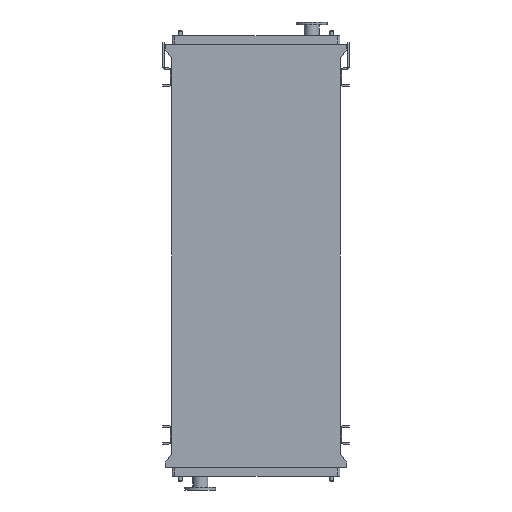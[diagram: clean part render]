
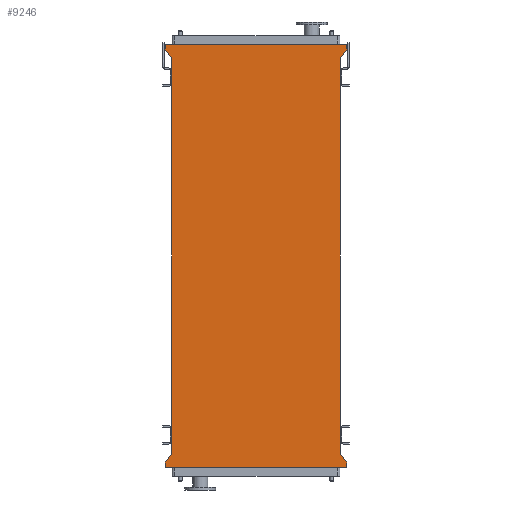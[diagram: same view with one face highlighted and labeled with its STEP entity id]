
A CAD part, front view. The second image highlights one B-rep face of the part: STEP entity #9246.
In plain terms, the highlighted planar face has unit normal (0, -1, 0).
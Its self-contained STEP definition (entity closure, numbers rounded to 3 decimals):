
#74 = VERTEX_POINT ( 'NONE', #11111 ) ;
#253 = EDGE_CURVE ( 'NONE', #14046, #6816, #16181, .T. ) ;
#423 = EDGE_CURVE ( 'NONE', #14046, #2370, #13343, .T. ) ;
#507 = EDGE_CURVE ( 'NONE', #12976, #12590, #11415, .T. ) ;
#550 = ORIENTED_EDGE ( 'NONE', *, *, #507, .F. ) ;
#761 = ORIENTED_EDGE ( 'NONE', *, *, #12582, .F. ) ;
#798 = CARTESIAN_POINT ( 'NONE',  ( -651., 0., 53. ) ) ;
#1445 = ORIENTED_EDGE ( 'NONE', *, *, #3086, .F. ) ;
#1462 = LINE ( 'NONE', #6801, #14929 ) ;
#1505 = DIRECTION ( 'NONE',  ( 0., 0., 1. ) ) ;
#1546 = VECTOR ( 'NONE', #9895, 1000. ) ;
#2144 = VECTOR ( 'NONE', #10533, 1000. ) ;
#2345 = LINE ( 'NONE', #10956, #9581 ) ;
#2370 = VERTEX_POINT ( 'NONE', #3319 ) ;
#2704 = EDGE_CURVE ( 'NONE', #13635, #10204, #9401, .T. ) ;
#2974 = EDGE_CURVE ( 'NONE', #12590, #3861, #4245, .T. ) ;
#3086 = EDGE_CURVE ( 'NONE', #3962, #12976, #12432, .T. ) ;
#3283 = DIRECTION ( 'NONE',  ( 0., 0., -1. ) ) ;
#3319 = CARTESIAN_POINT ( 'NONE',  ( 605., 0., 0. ) ) ;
#3345 = DIRECTION ( 'NONE',  ( 0., -1., 0. ) ) ;
#3644 = PLANE ( 'NONE',  #9712 ) ;
#3772 = CARTESIAN_POINT ( 'NONE',  ( 651., 0., -2903. ) ) ;
#3809 = VECTOR ( 'NONE', #5023, 1000. ) ;
#3822 = CARTESIAN_POINT ( 'NONE',  ( -605., 0., -2850. ) ) ;
#3861 = VERTEX_POINT ( 'NONE', #14802 ) ;
#3880 = LINE ( 'NONE', #3772, #7068 ) ;
#3962 = VERTEX_POINT ( 'NONE', #11389 ) ;
#4039 = CARTESIAN_POINT ( 'NONE',  ( 651., 0., -2945. ) ) ;
#4245 = LINE ( 'NONE', #10135, #1546 ) ;
#4265 = LINE ( 'NONE', #12412, #7473 ) ;
#4457 = CARTESIAN_POINT ( 'NONE',  ( 651., 0., 95. ) ) ;
#4613 = LINE ( 'NONE', #798, #8263 ) ;
#5010 = CARTESIAN_POINT ( 'NONE',  ( -651., 0., -2945. ) ) ;
#5012 = DIRECTION ( 'NONE',  ( -0.655, 0., 0.755 ) ) ;
#5023 = DIRECTION ( 'NONE',  ( 0., 0., 1. ) ) ;
#5586 = ORIENTED_EDGE ( 'NONE', *, *, #8390, .F. ) ;
#5646 = CARTESIAN_POINT ( 'NONE',  ( -605., 0., -2850. ) ) ;
#6198 = VECTOR ( 'NONE', #9748, 1000. ) ;
#6217 = CARTESIAN_POINT ( 'NONE',  ( 651., 0., -2903. ) ) ;
#6355 = DIRECTION ( 'NONE',  ( 0., 0., 1. ) ) ;
#6389 = CARTESIAN_POINT ( 'NONE',  ( 605., 0., -2850. ) ) ;
#6506 = ORIENTED_EDGE ( 'NONE', *, *, #12020, .F. ) ;
#6662 = CARTESIAN_POINT ( 'NONE',  ( -651., 0., 95. ) ) ;
#6801 = CARTESIAN_POINT ( 'NONE',  ( -651., 0., 95. ) ) ;
#6816 = VERTEX_POINT ( 'NONE', #6217 ) ;
#6858 = DIRECTION ( 'NONE',  ( 1., 0., 0. ) ) ;
#6941 = VERTEX_POINT ( 'NONE', #4457 ) ;
#7068 = VECTOR ( 'NONE', #10993, 1000. ) ;
#7225 = CARTESIAN_POINT ( 'NONE',  ( -651., 0., -2945. ) ) ;
#7473 = VECTOR ( 'NONE', #12376, 1000. ) ;
#8001 = ORIENTED_EDGE ( 'NONE', *, *, #15114, .F. ) ;
#8119 = VECTOR ( 'NONE', #5012, 1000. ) ;
#8263 = VECTOR ( 'NONE', #1505, 1000. ) ;
#8390 = EDGE_CURVE ( 'NONE', #10204, #13437, #4613, .T. ) ;
#8723 = CARTESIAN_POINT ( 'NONE',  ( 605., 0., -2850. ) ) ;
#8873 = ORIENTED_EDGE ( 'NONE', *, *, #9184, .F. ) ;
#9097 = CARTESIAN_POINT ( 'NONE',  ( 605., 0., -2850. ) ) ;
#9154 = VECTOR ( 'NONE', #6355, 1000. ) ;
#9184 = EDGE_CURVE ( 'NONE', #13437, #6941, #1462, .T. ) ;
#9196 = DIRECTION ( 'NONE',  ( 0.655, 0., -0.755 ) ) ;
#9246 = ADVANCED_FACE ( 'NONE', ( #13098 ), #3644, .T. ) ;
#9401 = LINE ( 'NONE', #13037, #8119 ) ;
#9581 = VECTOR ( 'NONE', #12414, 1000. ) ;
#9712 = AXIS2_PLACEMENT_3D ( 'NONE', #3822, #3345, #3283 ) ;
#9748 = DIRECTION ( 'NONE',  ( 0., 0., 1. ) ) ;
#9895 = DIRECTION ( 'NONE',  ( 0.655, 0., 0.755 ) ) ;
#10135 = CARTESIAN_POINT ( 'NONE',  ( -651., 0., -2903. ) ) ;
#10204 = VERTEX_POINT ( 'NONE', #13766 ) ;
#10533 = DIRECTION ( 'NONE',  ( -1., 0., 0. ) ) ;
#10956 = CARTESIAN_POINT ( 'NONE',  ( 651., 0., 95. ) ) ;
#10993 = DIRECTION ( 'NONE',  ( 0., 0., -1. ) ) ;
#11111 = CARTESIAN_POINT ( 'NONE',  ( 651., 0., 53. ) ) ;
#11123 = ORIENTED_EDGE ( 'NONE', *, *, #423, .T. ) ;
#11389 = CARTESIAN_POINT ( 'NONE',  ( 651., 0., -2945. ) ) ;
#11415 = LINE ( 'NONE', #5010, #3809 ) ;
#11945 = EDGE_CURVE ( 'NONE', #6816, #3962, #3880, .T. ) ;
#12020 = EDGE_CURVE ( 'NONE', #3861, #13635, #13576, .T. ) ;
#12266 = CARTESIAN_POINT ( 'NONE',  ( -651., 0., -2903. ) ) ;
#12376 = DIRECTION ( 'NONE',  ( -0.655, 0., -0.755 ) ) ;
#12412 = CARTESIAN_POINT ( 'NONE',  ( 651., 0., 53. ) ) ;
#12414 = DIRECTION ( 'NONE',  ( 0., 0., -1. ) ) ;
#12432 = LINE ( 'NONE', #4039, #2144 ) ;
#12582 = EDGE_CURVE ( 'NONE', #74, #2370, #4265, .T. ) ;
#12590 = VERTEX_POINT ( 'NONE', #12266 ) ;
#12920 = ORIENTED_EDGE ( 'NONE', *, *, #11945, .F. ) ;
#12976 = VERTEX_POINT ( 'NONE', #7225 ) ;
#13037 = CARTESIAN_POINT ( 'NONE',  ( -605., 0., 0. ) ) ;
#13086 = ORIENTED_EDGE ( 'NONE', *, *, #2704, .F. ) ;
#13098 = FACE_OUTER_BOUND ( 'NONE', #14707, .T. ) ;
#13343 = LINE ( 'NONE', #6389, #9154 ) ;
#13437 = VERTEX_POINT ( 'NONE', #6662 ) ;
#13576 = LINE ( 'NONE', #5646, #6198 ) ;
#13635 = VERTEX_POINT ( 'NONE', #15293 ) ;
#13766 = CARTESIAN_POINT ( 'NONE',  ( -651., 0., 53. ) ) ;
#13838 = ORIENTED_EDGE ( 'NONE', *, *, #2974, .F. ) ;
#14046 = VERTEX_POINT ( 'NONE', #8723 ) ;
#14370 = ORIENTED_EDGE ( 'NONE', *, *, #253, .F. ) ;
#14707 = EDGE_LOOP ( 'NONE', ( #11123, #761, #8001, #8873, #5586, #13086, #6506, #13838, #550, #1445, #12920, #14370 ) ) ;
#14802 = CARTESIAN_POINT ( 'NONE',  ( -605., 0., -2850. ) ) ;
#14929 = VECTOR ( 'NONE', #6858, 1000. ) ;
#15114 = EDGE_CURVE ( 'NONE', #6941, #74, #2345, .T. ) ;
#15293 = CARTESIAN_POINT ( 'NONE',  ( -605., 0., 0. ) ) ;
#16181 = LINE ( 'NONE', #9097, #16482 ) ;
#16482 = VECTOR ( 'NONE', #9196, 1000. ) ;
